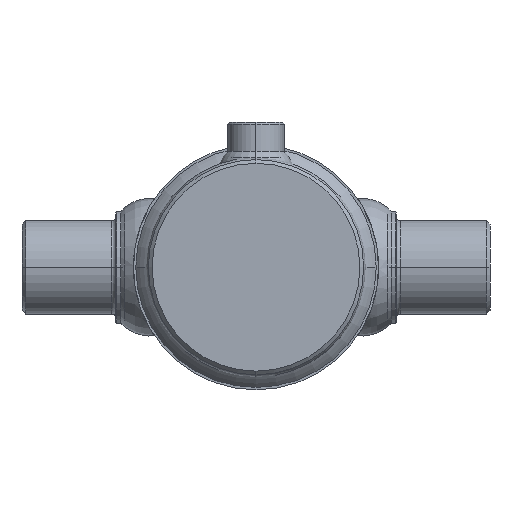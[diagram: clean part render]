
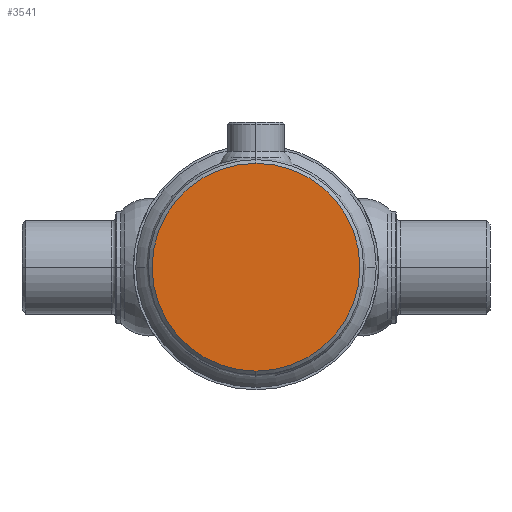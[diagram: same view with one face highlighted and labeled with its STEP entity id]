
A CAD part, left-side view. The second image highlights one B-rep face of the part: STEP entity #3541.
In plain terms, the highlighted planar face has unit normal (-1, 0, 0).
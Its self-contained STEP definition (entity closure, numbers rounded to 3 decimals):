
#58 = AXIS2_PLACEMENT_3D ( 'NONE', #2644, #888, #2955 ) ;
#109 = DIRECTION ( 'NONE',  ( 0., 0., -1. ) ) ;
#396 = FACE_OUTER_BOUND ( 'NONE', #1167, .T. ) ;
#467 = CARTESIAN_POINT ( 'NONE',  ( 0., 0., -55.5 ) ) ;
#699 = PLANE ( 'NONE',  #984 ) ;
#856 = VERTEX_POINT ( 'NONE', #861 ) ;
#861 = CARTESIAN_POINT ( 'NONE',  ( 0., 0., 55.5 ) ) ;
#873 = ORIENTED_EDGE ( 'NONE', *, *, #3134, .T. ) ;
#888 = DIRECTION ( 'NONE',  ( -1., 0., 0. ) ) ;
#984 = AXIS2_PLACEMENT_3D ( 'NONE', #2456, #1907, #109 ) ;
#1167 = EDGE_LOOP ( 'NONE', ( #873, #1191 ) ) ;
#1191 = ORIENTED_EDGE ( 'NONE', *, *, #2580, .T. ) ;
#1517 = AXIS2_PLACEMENT_3D ( 'NONE', #1651, #3687, #1951 ) ;
#1651 = CARTESIAN_POINT ( 'NONE',  ( 0., 0., 0. ) ) ;
#1907 = DIRECTION ( 'NONE',  ( 1., 0., 0. ) ) ;
#1951 = DIRECTION ( 'NONE',  ( 0., 0., -1. ) ) ;
#1982 = CIRCLE ( 'NONE', #1517, 55.5 ) ;
#2456 = CARTESIAN_POINT ( 'NONE',  ( 0., 0., 0. ) ) ;
#2511 = CIRCLE ( 'NONE', #58, 55.5 ) ;
#2580 = EDGE_CURVE ( 'NONE', #856, #3658, #1982, .T. ) ;
#2644 = CARTESIAN_POINT ( 'NONE',  ( 0., 0., 0. ) ) ;
#2955 = DIRECTION ( 'NONE',  ( 0., 0., -1. ) ) ;
#3134 = EDGE_CURVE ( 'NONE', #3658, #856, #2511, .T. ) ;
#3541 = ADVANCED_FACE ( 'NONE', ( #396 ), #699, .F. ) ;
#3658 = VERTEX_POINT ( 'NONE', #467 ) ;
#3687 = DIRECTION ( 'NONE',  ( -1., 0., 0. ) ) ;
